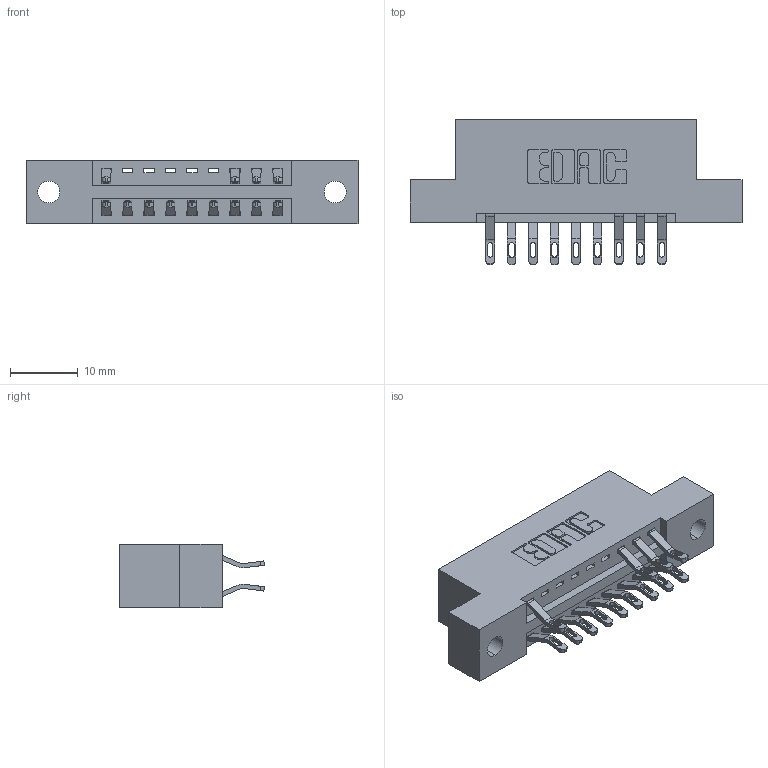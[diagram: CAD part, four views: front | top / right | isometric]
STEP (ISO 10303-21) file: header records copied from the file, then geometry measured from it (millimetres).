
FILE_DESCRIPTION (( 'STEP AP203' ), '1' );
FILE_NAME ('346-018-555-202.STEP', '2018-08-20T08:29:14', ( '' ), ( '' ), 'SwSTEP 2.0', 'SolidWorks 2016', '' );
FILE_SCHEMA (( 'CONFIG_CONTROL_DESIGN' ));
Length unit declared in the file: inch
Products named in the file (3): 346 Part_Flush Mounting Lugs - 0.128 Dia; 345-292-001_555 Tail; 346-018-555-202
Assembly tree (14 placements, depth 2):
  346-018-555-202
    346 Part_Flush Mounting Lugs - 0.128 Dia
    345-292-001_555 Tail  x13
Bounding box: 49.15 x 21.46 x 9.4 mm (x, y, z)
Volume: 4492.4 mm3; surface area: 5262.1 mm2
Topology: 14 solids, 14 shells, 906 faces, 2813 edges, 1874 vertices
Faces by surface type: plane 530, cylinder 376
Entity records: 10485 total; most frequent: CARTESIAN_POINT 1829, ORIENTED_EDGE 1738, DIRECTION 1627, EDGE_CURVE 869, LINE 681, VECTOR 681, VERTEX_POINT 578, AXIS2_PLACEMENT_3D 473
